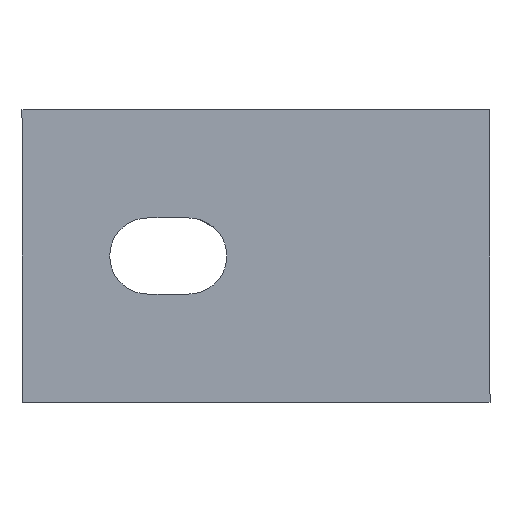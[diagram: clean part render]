
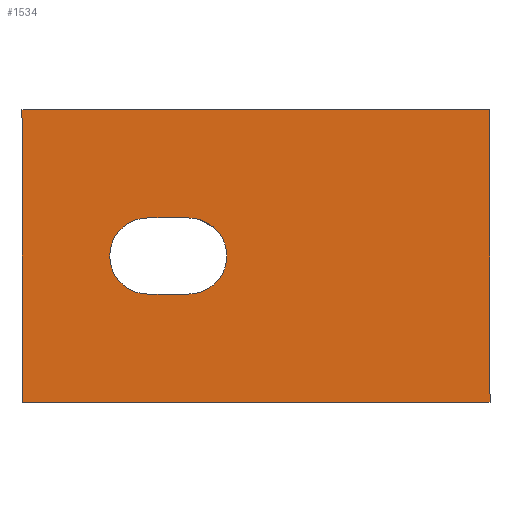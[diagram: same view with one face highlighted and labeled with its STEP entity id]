
A CAD part, left-side view. The second image highlights one B-rep face of the part: STEP entity #1534.
In plain terms, the highlighted face is planar.
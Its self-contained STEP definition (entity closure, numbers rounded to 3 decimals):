
#22 = CARTESIAN_POINT ( 'NONE',  ( 6.5, 0., 0. ) ) ;
#38 = CARTESIAN_POINT ( 'NONE',  ( -25., 21.5, 0. ) ) ;
#95 = CARTESIAN_POINT ( 'NONE',  ( -6.5, 0., 0. ) ) ;
#107 = AXIS2_PLACEMENT_3D ( 'NONE', #541, #1270, #207 ) ;
#134 = ORIENTED_EDGE ( 'NONE', *, *, #1899, .F. ) ;
#140 = EDGE_CURVE ( 'NONE', #1043, #1355, #1665, .T. ) ;
#155 = CARTESIAN_POINT ( 'NONE',  ( -6.5, -7., 0. ) ) ;
#174 = CARTESIAN_POINT ( 'NONE',  ( -25., -58.5, 0. ) ) ;
#207 = DIRECTION ( 'NONE',  ( 1., 0., 0. ) ) ;
#304 = ORIENTED_EDGE ( 'NONE', *, *, #2290, .F. ) ;
#329 = DIRECTION ( 'NONE',  ( 1., 0., 0. ) ) ;
#341 = CARTESIAN_POINT ( 'NONE',  ( 25., -58.5, 0. ) ) ;
#461 = EDGE_LOOP ( 'NONE', ( #1914, #1846, #304, #134 ) ) ;
#466 = VECTOR ( 'NONE', #972, 1000. ) ;
#472 = CARTESIAN_POINT ( 'NONE',  ( -25., 21.5, 0. ) ) ;
#493 = DIRECTION ( 'NONE',  ( 0., 0., 1. ) ) ;
#512 = VERTEX_POINT ( 'NONE', #1750 ) ;
#518 = DIRECTION ( 'NONE',  ( 0., 1., 0. ) ) ;
#541 = CARTESIAN_POINT ( 'NONE',  ( -25., -58.5, 0. ) ) ;
#560 = DIRECTION ( 'NONE',  ( 1., 0., 0. ) ) ;
#649 = DIRECTION ( 'NONE',  ( 0., 1., 0. ) ) ;
#694 = VECTOR ( 'NONE', #2024, 1000. ) ;
#696 = EDGE_CURVE ( 'NONE', #1343, #1444, #1314, .T. ) ;
#741 = PLANE ( 'NONE',  #107 ) ;
#742 = VECTOR ( 'NONE', #1118, 1000. ) ;
#752 = CARTESIAN_POINT ( 'NONE',  ( -6.5, 0., 0. ) ) ;
#839 = EDGE_CURVE ( 'NONE', #1032, #1043, #2000, .T. ) ;
#856 = DIRECTION ( 'NONE',  ( 0., 0., 1. ) ) ;
#907 = LINE ( 'NONE', #38, #694 ) ;
#955 = AXIS2_PLACEMENT_3D ( 'NONE', #1584, #493, #2325 ) ;
#972 = DIRECTION ( 'NONE',  ( 0., -1., 0. ) ) ;
#1032 = VERTEX_POINT ( 'NONE', #1142 ) ;
#1043 = VERTEX_POINT ( 'NONE', #95 ) ;
#1055 = ORIENTED_EDGE ( 'NONE', *, *, #2313, .T. ) ;
#1077 = VECTOR ( 'NONE', #518, 1000. ) ;
#1118 = DIRECTION ( 'NONE',  ( 0., -1., 0. ) ) ;
#1142 = CARTESIAN_POINT ( 'NONE',  ( 6.5, 0., 0. ) ) ;
#1179 = AXIS2_PLACEMENT_3D ( 'NONE', #1616, #856, #329 ) ;
#1219 = CARTESIAN_POINT ( 'NONE',  ( 6.5, -7., 0. ) ) ;
#1262 = VECTOR ( 'NONE', #649, 1000. ) ;
#1270 = DIRECTION ( 'NONE',  ( 0., 0., 1. ) ) ;
#1314 = LINE ( 'NONE', #2247, #466 ) ;
#1316 = VERTEX_POINT ( 'NONE', #1219 ) ;
#1317 = CARTESIAN_POINT ( 'NONE',  ( -25., -58.5, 0. ) ) ;
#1343 = VERTEX_POINT ( 'NONE', #472 ) ;
#1355 = VERTEX_POINT ( 'NONE', #155 ) ;
#1404 = EDGE_CURVE ( 'NONE', #512, #1343, #907, .T. ) ;
#1432 = EDGE_CURVE ( 'NONE', #1316, #1032, #2196, .T. ) ;
#1444 = VERTEX_POINT ( 'NONE', #174 ) ;
#1457 = ORIENTED_EDGE ( 'NONE', *, *, #1432, .T. ) ;
#1508 = LINE ( 'NONE', #1317, #1541 ) ;
#1528 = VERTEX_POINT ( 'NONE', #341 ) ;
#1534 = ADVANCED_FACE ( 'NONE', ( #1802, #1630 ), #741, .F. ) ;
#1541 = VECTOR ( 'NONE', #560, 1000. ) ;
#1584 = CARTESIAN_POINT ( 'NONE',  ( 0., 0., 0. ) ) ;
#1616 = CARTESIAN_POINT ( 'NONE',  ( 0., -7., 0. ) ) ;
#1625 = ORIENTED_EDGE ( 'NONE', *, *, #140, .T. ) ;
#1630 = FACE_BOUND ( 'NONE', #2191, .T. ) ;
#1665 = LINE ( 'NONE', #752, #742 ) ;
#1750 = CARTESIAN_POINT ( 'NONE',  ( 25., 21.5, 0. ) ) ;
#1802 = FACE_OUTER_BOUND ( 'NONE', #461, .T. ) ;
#1846 = ORIENTED_EDGE ( 'NONE', *, *, #1404, .F. ) ;
#1899 = EDGE_CURVE ( 'NONE', #1444, #1528, #1508, .T. ) ;
#1914 = ORIENTED_EDGE ( 'NONE', *, *, #696, .F. ) ;
#1966 = CARTESIAN_POINT ( 'NONE',  ( 25., 21.5, 0. ) ) ;
#2000 = CIRCLE ( 'NONE', #955, 6.5 ) ;
#2024 = DIRECTION ( 'NONE',  ( -1., 0., 0. ) ) ;
#2176 = LINE ( 'NONE', #1966, #1262 ) ;
#2191 = EDGE_LOOP ( 'NONE', ( #2309, #1625, #1055, #1457 ) ) ;
#2196 = LINE ( 'NONE', #22, #1077 ) ;
#2234 = CIRCLE ( 'NONE', #1179, 6.5 ) ;
#2247 = CARTESIAN_POINT ( 'NONE',  ( -25., 21.5, 0. ) ) ;
#2290 = EDGE_CURVE ( 'NONE', #1528, #512, #2176, .T. ) ;
#2309 = ORIENTED_EDGE ( 'NONE', *, *, #839, .T. ) ;
#2313 = EDGE_CURVE ( 'NONE', #1355, #1316, #2234, .T. ) ;
#2325 = DIRECTION ( 'NONE',  ( 1., 0., 0. ) ) ;
